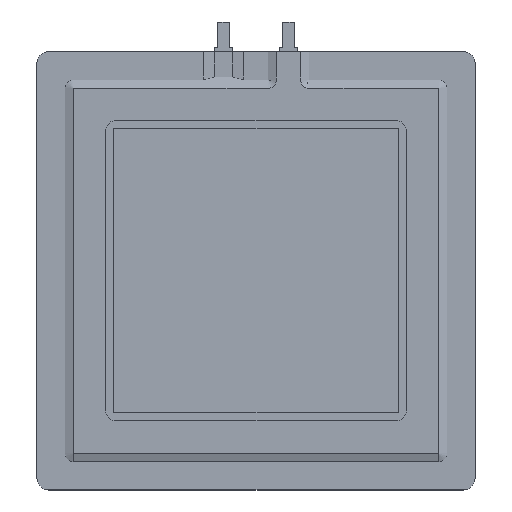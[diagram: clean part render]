
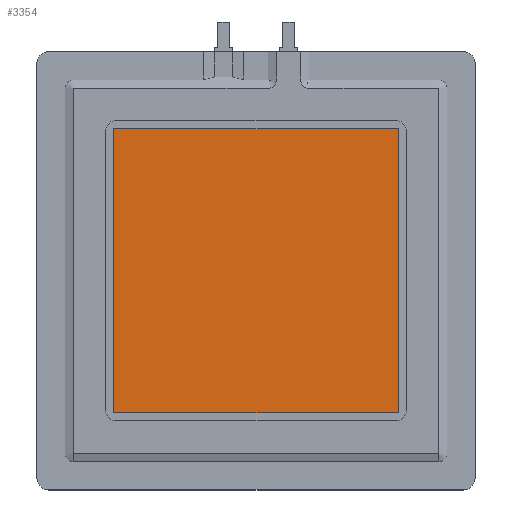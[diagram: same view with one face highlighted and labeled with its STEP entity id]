
A CAD part, top view. The second image highlights one B-rep face of the part: STEP entity #3354.
In plain terms, the highlighted planar face has unit normal (0, 0, 1).
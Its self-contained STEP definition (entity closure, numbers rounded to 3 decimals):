
#200=FACE_OUTER_BOUND('',#380,.T.);
#380=EDGE_LOOP('',(#2743,#2744,#2745,#2746));
#809=LINE('',#5292,#1205);
#810=LINE('',#5294,#1206);
#811=LINE('',#5296,#1207);
#812=LINE('',#5297,#1208);
#1205=VECTOR('',#4360,10.);
#1206=VECTOR('',#4361,10.);
#1207=VECTOR('',#4362,10.);
#1208=VECTOR('',#4363,10.);
#1524=VERTEX_POINT('',#5290);
#1525=VERTEX_POINT('',#5291);
#1526=VERTEX_POINT('',#5293);
#1527=VERTEX_POINT('',#5295);
#1948=EDGE_CURVE('',#1524,#1525,#809,.T.);
#1949=EDGE_CURVE('',#1525,#1526,#810,.T.);
#1950=EDGE_CURVE('',#1526,#1527,#811,.T.);
#1951=EDGE_CURVE('',#1527,#1524,#812,.T.);
#2743=ORIENTED_EDGE('',*,*,#1948,.T.);
#2744=ORIENTED_EDGE('',*,*,#1949,.T.);
#2745=ORIENTED_EDGE('',*,*,#1950,.T.);
#2746=ORIENTED_EDGE('',*,*,#1951,.T.);
#3021=PLANE('',#3606);
#3354=ADVANCED_FACE('',(#200),#3021,.T.);
#3606=AXIS2_PLACEMENT_3D('',#5289,#4358,#4359);
#4358=DIRECTION('center_axis',(0.,0.,
1.));
#4359=DIRECTION('ref_axis',(-1.,0.,0.));
#4360=DIRECTION('',(-1.,0.,0.));
#4361=DIRECTION('',(0.,-1.,0.));
#4362=DIRECTION('',(1.,0.,0.));
#4363=DIRECTION('',(0.,1.,0.));
#5289=CARTESIAN_POINT('Origin',(8.036,-11.483,0.87));
#5290=CARTESIAN_POINT('',(46.536,27.017,0.87));
#5291=CARTESIAN_POINT('',(-30.464,27.017,0.87));
#5292=CARTESIAN_POINT('',(46.536,27.017,0.87));
#5293=CARTESIAN_POINT('',(-30.464,-49.983,0.87));
#5294=CARTESIAN_POINT('',(-30.464,27.017,0.87));
#5295=CARTESIAN_POINT('',(46.536,-49.983,0.87));
#5296=CARTESIAN_POINT('',(-30.464,-49.983,0.87));
#5297=CARTESIAN_POINT('',(46.536,-49.983,0.87));
